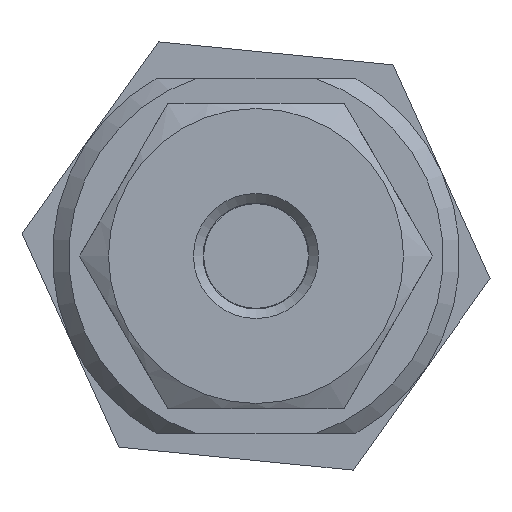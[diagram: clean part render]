
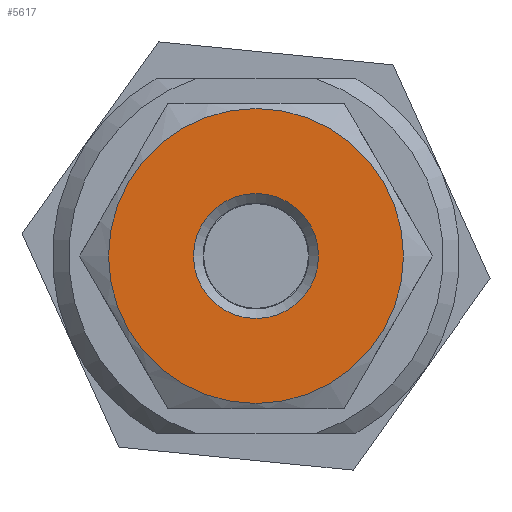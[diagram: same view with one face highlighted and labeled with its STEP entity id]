
A CAD part, left-side view. The second image highlights one B-rep face of the part: STEP entity #5617.
In plain terms, the highlighted planar face has unit normal (-1, 0, 0).
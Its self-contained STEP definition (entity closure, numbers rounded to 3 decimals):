
#5590=CARTESIAN_POINT('',(-10.89,2.3,0.));
#5591=DIRECTION('',(-1.0,0.0,0.0));
#5592=DIRECTION('',(0.0,0.0,1.0));
#5593=AXIS2_PLACEMENT_3D('',#5590,#5591,#5592);
#5594=PLANE('',#5593);
#5595=CARTESIAN_POINT('',(-10.89,4.6,0.));
#5596=VERTEX_POINT('',#5595);
#5597=CARTESIAN_POINT('',(-10.89,0.,0.));
#5598=DIRECTION('',(1.0,0.0,0.0));
#5599=DIRECTION('',(0.0,1.0,0.0));
#5600=AXIS2_PLACEMENT_3D('',#5597,#5598,#5599);
#5601=CIRCLE('',#5600,4.6);
#5602=EDGE_CURVE('',#5596,#5596,#5601,.T.);
#5603=ORIENTED_EDGE('',*,*,#5602,.F.);
#5604=EDGE_LOOP('',(#5603));
#5605=FACE_OUTER_BOUND('',#5604,.T.);
#5606=CARTESIAN_POINT('',(-10.89,-1.95,0.));
#5607=VERTEX_POINT('',#5606);
#5608=CARTESIAN_POINT('',(-10.89,0.,0.));
#5609=DIRECTION('',(-1.0,0.0,0.0));
#5610=DIRECTION('',(0.0,1.0,0.0));
#5611=AXIS2_PLACEMENT_3D('',#5608,#5609,#5610);
#5612=CIRCLE('',#5611,1.95);
#5613=EDGE_CURVE('',#5607,#5607,#5612,.T.);
#5614=ORIENTED_EDGE('',*,*,#5613,.F.);
#5615=EDGE_LOOP('',(#5614));
#5616=FACE_BOUND('',#5615,.T.);
#5617=ADVANCED_FACE('',(#5605,#5616),#5594,.T.);
